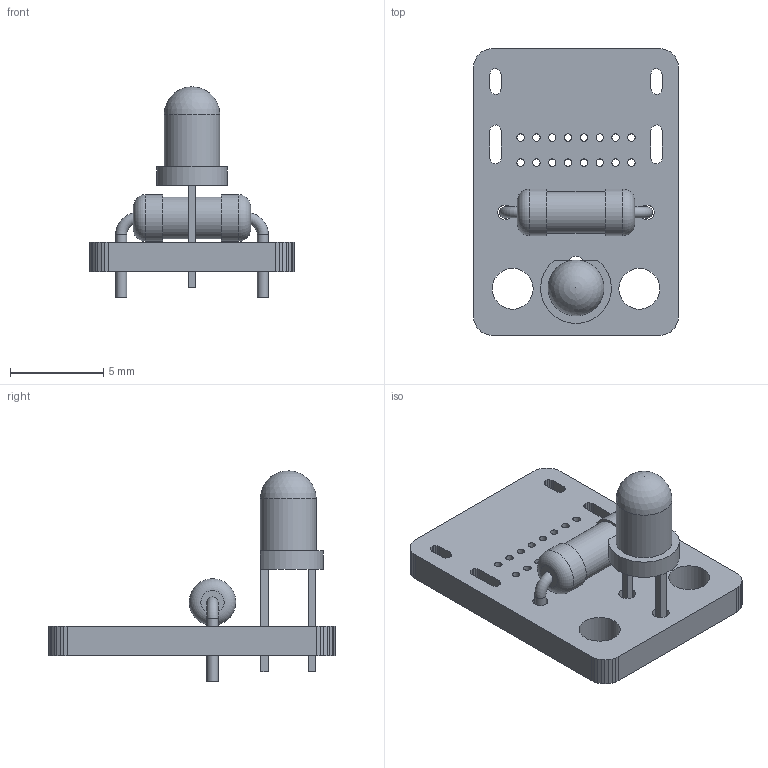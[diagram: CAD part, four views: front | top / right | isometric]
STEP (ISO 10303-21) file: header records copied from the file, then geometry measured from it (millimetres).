
FILE_DESCRIPTION(('KiCad electronic assembly'),'2;1');
FILE_NAME('MiSTerLaggy.step','2023-08-31T14:11:12',('Pcbnew'),('Kicad'), 'Open CASCADE STEP processor 7.6','KiCad to STEP converter','Unknown' );
FILE_SCHEMA(('AUTOMOTIVE_DESIGN { 1 0 10303 214 1 1 1 1 }'));
Length unit declared in the file: millimetre
Products named in the file (6): MiSTerLaggy 1; R_Axial_DIN0207_L6.3mm_D2.5mm_P7.62mm_Horizontal; SOLID; LED_D3.0mm; MiSTerLaggy PCB
Assembly tree (5 placements, depth 3):
  MiSTerLaggy 1
    R_Axial_DIN0207_L6.3mm_D2.5mm_P7.62mm_Horizontal
      SOLID
    LED_D3.0mm
      SOLID
    MiSTerLaggy PCB
Bounding box: 11 x 15.4 x 11.3 mm (x, y, z)
Volume: 310.1 mm3; surface area: 638.5 mm2
Topology: 3 solids, 3 shells, 171 faces, 474 edges, 314 vertices
Faces by surface type: plane 137, cylinder 29, torus 4, sphere 1
Full cylindrical faces by diameter (mm): 0.4 x16, 0.6 x2, 0.8 x2, 0.9 x2, 2.2 x2, 2.25 x1, 2.5 x2, 3 x1
Entity records: 13354 total; most frequent: CARTESIAN_POINT 3405, DIRECTION 1787, LINE 1294, VECTOR 1294, ORIENTED_EDGE 950, PCURVE 950, DEFINITIONAL_REPRESENTATION 950, EDGE_CURVE 475
